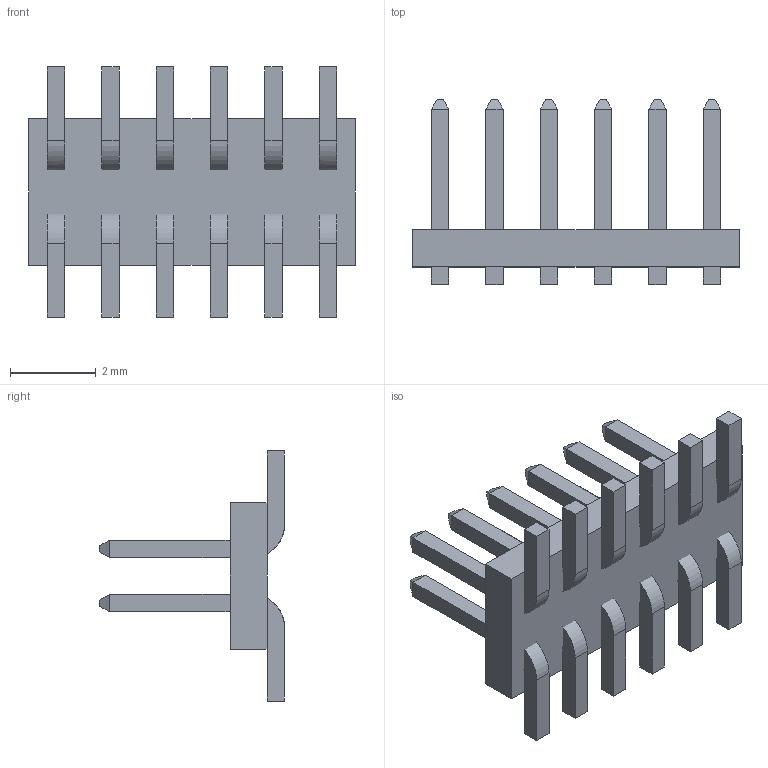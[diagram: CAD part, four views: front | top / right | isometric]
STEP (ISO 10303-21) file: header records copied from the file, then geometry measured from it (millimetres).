
FILE_DESCRIPTION(/* description */ ('STEP AP214'),/* implementation_level */ '2;1');
FILE_NAME(/* name */ 'FTS-106-01-L-DV',/* time_stamp */ '2024-10-30T15:38:15+01:00',/* author */ ('License CC BY-ND 4.0'),/* organization */ ('CADENAS'),/* preprocessor_version */ 'ST-DEVELOPER v19.3',/* originating_system */ 'PARTsolutions',/* authorisation */ ' ');
FILE_SCHEMA (('AUTOMOTIVE_DESIGN {1 0 10303 214 3 1 1}'));
Length unit declared in the file: inch
Products named in the file (4): FTS-106-01-L-DV; FTS-106-01-L-DV_body; FTS-106-01-L-DV_pins1; FTS-106-01-L-DV_pins2
Assembly tree (3 placements, depth 2):
  FTS-106-01-L-DV
    FTS-106-01-L-DV_body
    FTS-106-01-L-DV_pins1
    FTS-106-01-L-DV_pins2
Bounding box: 7.62 x 4.32 x 5.84 mm (x, y, z)
Volume: 40.7 mm3; surface area: 240.3 mm2
Topology: 3 solids, 3 shells, 180 faces, 474 edges, 300 vertices
Faces by surface type: plane 176, cylinder 4
Entity records: 5527 total; most frequent: CARTESIAN_POINT 958, ORIENTED_EDGE 948, DIRECTION 890, EDGE_CURVE 474, LINE 426, VECTOR 426, VERTEX_POINT 300, AXIS2_PLACEMENT_3D 232
